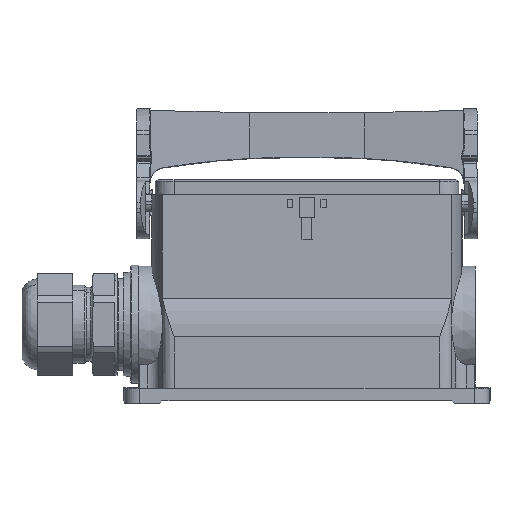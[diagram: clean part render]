
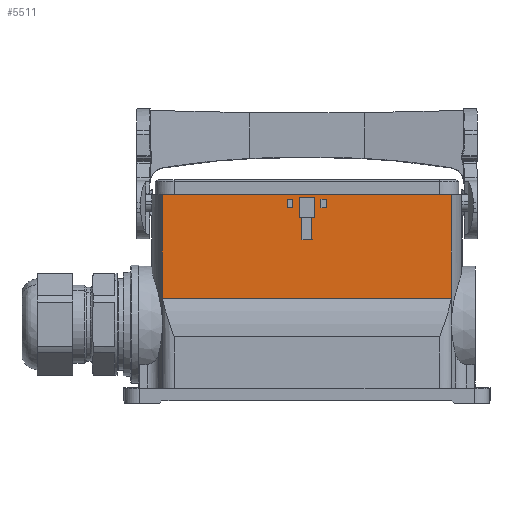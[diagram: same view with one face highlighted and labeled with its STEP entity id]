
A CAD part, front view. The second image highlights one B-rep face of the part: STEP entity #5511.
In plain terms, the highlighted planar face has unit normal (0, -1, 0).
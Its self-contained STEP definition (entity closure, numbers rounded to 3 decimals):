
#4442=FACE_BOUND('',#6891,.T.);
#4443=FACE_BOUND('',#6892,.T.);
#4444=FACE_BOUND('',#6893,.T.);
#4445=FACE_BOUND('',#6894,.T.);
#5020=PLANE('',#19478);
#5511=ADVANCED_FACE('',(#4442,#4443,#4444,#4445),#5020,.T.);
#6891=EDGE_LOOP('',(#8426,#8427,#8428,#8429));
#6892=EDGE_LOOP('',(#8430,#8431,#8432,#8433));
#6893=EDGE_LOOP('',(#8434,#8435,#8436,#8437,#8438,#8439,#8440,#8441));
#6894=EDGE_LOOP('',(#8442,#8443,#8444,#8445));
#8426=ORIENTED_EDGE('',*,*,#13086,.F.);
#8427=ORIENTED_EDGE('',*,*,#13087,.F.);
#8428=ORIENTED_EDGE('',*,*,#13088,.F.);
#8429=ORIENTED_EDGE('',*,*,#13089,.F.);
#8430=ORIENTED_EDGE('',*,*,#13090,.F.);
#8431=ORIENTED_EDGE('',*,*,#13091,.T.);
#8432=ORIENTED_EDGE('',*,*,#13092,.T.);
#8433=ORIENTED_EDGE('',*,*,#13093,.T.);
#8434=ORIENTED_EDGE('',*,*,#13094,.T.);
#8435=ORIENTED_EDGE('',*,*,#13095,.T.);
#8436=ORIENTED_EDGE('',*,*,#13096,.T.);
#8437=ORIENTED_EDGE('',*,*,#13097,.T.);
#8438=ORIENTED_EDGE('',*,*,#13098,.T.);
#8439=ORIENTED_EDGE('',*,*,#13099,.T.);
#8440=ORIENTED_EDGE('',*,*,#13100,.T.);
#8441=ORIENTED_EDGE('',*,*,#13101,.T.);
#8442=ORIENTED_EDGE('',*,*,#13102,.F.);
#8443=ORIENTED_EDGE('',*,*,#13103,.F.);
#8444=ORIENTED_EDGE('',*,*,#13104,.F.);
#8445=ORIENTED_EDGE('',*,*,#13105,.F.);
#11693=VERTEX_POINT('',#26254);
#11694=VERTEX_POINT('',#26255);
#11695=VERTEX_POINT('',#26257);
#11696=VERTEX_POINT('',#26259);
#11697=VERTEX_POINT('',#26262);
#11698=VERTEX_POINT('',#26263);
#11699=VERTEX_POINT('',#26265);
#11700=VERTEX_POINT('',#26267);
#11701=VERTEX_POINT('',#26270);
#11702=VERTEX_POINT('',#26271);
#11703=VERTEX_POINT('',#26273);
#11704=VERTEX_POINT('',#26275);
#11705=VERTEX_POINT('',#26277);
#11706=VERTEX_POINT('',#26279);
#11707=VERTEX_POINT('',#26281);
#11708=VERTEX_POINT('',#26283);
#11709=VERTEX_POINT('',#26286);
#11710=VERTEX_POINT('',#26287);
#11711=VERTEX_POINT('',#26289);
#11712=VERTEX_POINT('',#26291);
#13086=EDGE_CURVE('',#11693,#11694,#16057,.T.);
#13087=EDGE_CURVE('',#11695,#11693,#16058,.T.);
#13088=EDGE_CURVE('',#11696,#11695,#16059,.T.);
#13089=EDGE_CURVE('',#11694,#11696,#16060,.T.);
#13090=EDGE_CURVE('',#11697,#11698,#16061,.T.);
#13091=EDGE_CURVE('',#11697,#11699,#16062,.T.);
#13092=EDGE_CURVE('',#11699,#11700,#16063,.T.);
#13093=EDGE_CURVE('',#11700,#11698,#16064,.T.);
#13094=EDGE_CURVE('',#11701,#11702,#16065,.T.);
#13095=EDGE_CURVE('',#11702,#11703,#16066,.T.);
#13096=EDGE_CURVE('',#11703,#11704,#16067,.T.);
#13097=EDGE_CURVE('',#11704,#11705,#16068,.T.);
#13098=EDGE_CURVE('',#11705,#11706,#16069,.T.);
#13099=EDGE_CURVE('',#11706,#11707,#16070,.T.);
#13100=EDGE_CURVE('',#11707,#11708,#16071,.T.);
#13101=EDGE_CURVE('',#11708,#11701,#16072,.T.);
#13102=EDGE_CURVE('',#11709,#11710,#16073,.T.);
#13103=EDGE_CURVE('',#11711,#11709,#16074,.T.);
#13104=EDGE_CURVE('',#11712,#11711,#16075,.T.);
#13105=EDGE_CURVE('',#11710,#11712,#16076,.T.);
#16057=LINE('',#26253,#17326);
#16058=LINE('',#26256,#17327);
#16059=LINE('',#26258,#17328);
#16060=LINE('',#26260,#17329);
#16061=LINE('',#26261,#17330);
#16062=LINE('',#26264,#17331);
#16063=LINE('',#26266,#17332);
#16064=LINE('',#26268,#17333);
#16065=LINE('',#26269,#17334);
#16066=LINE('',#26272,#17335);
#16067=LINE('',#26274,#17336);
#16068=LINE('',#26276,#17337);
#16069=LINE('',#26278,#17338);
#16070=LINE('',#26280,#17339);
#16071=LINE('',#26282,#17340);
#16072=LINE('',#26284,#17341);
#16073=LINE('',#26285,#17342);
#16074=LINE('',#26288,#17343);
#16075=LINE('',#26290,#17344);
#16076=LINE('',#26292,#17345);
#17326=VECTOR('',#21464,1.);
#17327=VECTOR('',#21465,1.);
#17328=VECTOR('',#21466,1.);
#17329=VECTOR('',#21467,1.);
#17330=VECTOR('',#21468,1.);
#17331=VECTOR('',#21469,1.);
#17332=VECTOR('',#21470,1.);
#17333=VECTOR('',#21471,1.);
#17334=VECTOR('',#21472,1.);
#17335=VECTOR('',#21473,1.);
#17336=VECTOR('',#21474,1.);
#17337=VECTOR('',#21475,1.);
#17338=VECTOR('',#21476,1.);
#17339=VECTOR('',#21477,1.);
#17340=VECTOR('',#21478,1.);
#17341=VECTOR('',#21479,1.);
#17342=VECTOR('',#21480,1.);
#17343=VECTOR('',#21481,1.);
#17344=VECTOR('',#21482,1.);
#17345=VECTOR('',#21483,1.);
#19478=AXIS2_PLACEMENT_3D('',#26293,#21484,#21485);
#21464=DIRECTION('',(0.,0.,1.));
#21465=DIRECTION('',(1.,0.,0.));
#21466=DIRECTION('',(0.,0.,-1.));
#21467=DIRECTION('',(-1.,0.,0.));
#21468=DIRECTION('',(-1.,0.,0.));
#21469=DIRECTION('',(0.,0.,1.));
#21470=DIRECTION('',(-1.,0.,0.));
#21471=DIRECTION('',(0.,0.,-1.));
#21472=DIRECTION('',(0.017,0.,-1.));
#21473=DIRECTION('',(-1.,0.,0.));
#21474=DIRECTION('',(0.,0.,-1.));
#21475=DIRECTION('',(-1.,0.,0.));
#21476=DIRECTION('',(0.,0.,1.));
#21477=DIRECTION('',(-1.,0.,0.));
#21478=DIRECTION('',(0.017,0.,1.));
#21479=DIRECTION('',(1.,0.,0.));
#21480=DIRECTION('',(1.,0.,0.));
#21481=DIRECTION('',(0.,0.,-1.));
#21482=DIRECTION('',(-1.,0.,0.));
#21483=DIRECTION('',(0.,0.,1.));
#21484=DIRECTION('',(0.,-1.,0.));
#21485=DIRECTION('',(-1.,0.,0.));
#26253=CARTESIAN_POINT('',(-5.5,-22.5,5.7));
#26254=CARTESIAN_POINT('',(-5.5,-22.5,0.6));
#26255=CARTESIAN_POINT('',(-5.5,-22.5,4.));
#26256=CARTESIAN_POINT('',(-7.7,-22.5,0.6));
#26257=CARTESIAN_POINT('',(-7.7,-22.5,0.6));
#26258=CARTESIAN_POINT('',(-7.7,-22.5,4.));
#26259=CARTESIAN_POINT('',(-7.7,-22.5,4.));
#26260=CARTESIAN_POINT('',(-5.5,-22.5,4.));
#26261=CARTESIAN_POINT('',(56.85,-22.5,-35.001));
#26262=CARTESIAN_POINT('',(56.85,-22.5,-35.001));
#26263=CARTESIAN_POINT('',(-56.85,-22.5,-35.001));
#26264=CARTESIAN_POINT('',(56.85,-22.5,5.7));
#26265=CARTESIAN_POINT('',(56.85,-22.5,5.7));
#26266=CARTESIAN_POINT('',(0.,-22.5,5.7));
#26267=CARTESIAN_POINT('',(-56.85,-22.5,5.7));
#26268=CARTESIAN_POINT('',(-56.85,-22.5,5.7));
#26269=CARTESIAN_POINT('',(2.047,-22.5,-5.964));
#26270=CARTESIAN_POINT('',(1.86,-22.5,4.75));
#26271=CARTESIAN_POINT('',(2.001,-22.5,-3.285));
#26272=CARTESIAN_POINT('',(0.,-22.5,-3.285));
#26273=CARTESIAN_POINT('',(2.,-22.5,-3.285));
#26274=CARTESIAN_POINT('',(2.,-22.5,-6.));
#26275=CARTESIAN_POINT('',(2.,-22.5,-11.95));
#26276=CARTESIAN_POINT('',(0.,-22.5,-11.95));
#26277=CARTESIAN_POINT('',(-2.,-22.5,-11.95));
#26278=CARTESIAN_POINT('',(-2.,-22.5,-6.));
#26279=CARTESIAN_POINT('',(-2.,-22.5,-3.285));
#26280=CARTESIAN_POINT('',(0.,-22.5,-3.285));
#26281=CARTESIAN_POINT('',(-2.001,-22.5,-3.285));
#26282=CARTESIAN_POINT('',(-2.047,-22.5,-5.964));
#26283=CARTESIAN_POINT('',(-1.86,-22.5,4.75));
#26284=CARTESIAN_POINT('',(-2.,-22.5,4.75));
#26285=CARTESIAN_POINT('',(5.5,-22.5,0.6));
#26286=CARTESIAN_POINT('',(5.5,-22.5,0.6));
#26287=CARTESIAN_POINT('',(7.7,-22.5,0.6));
#26288=CARTESIAN_POINT('',(5.5,-22.5,4.));
#26289=CARTESIAN_POINT('',(5.5,-22.5,4.));
#26290=CARTESIAN_POINT('',(7.7,-22.5,4.));
#26291=CARTESIAN_POINT('',(7.7,-22.5,4.));
#26292=CARTESIAN_POINT('',(7.7,-22.5,0.6));
#26293=CARTESIAN_POINT('',(0.,-22.5,5.7));
